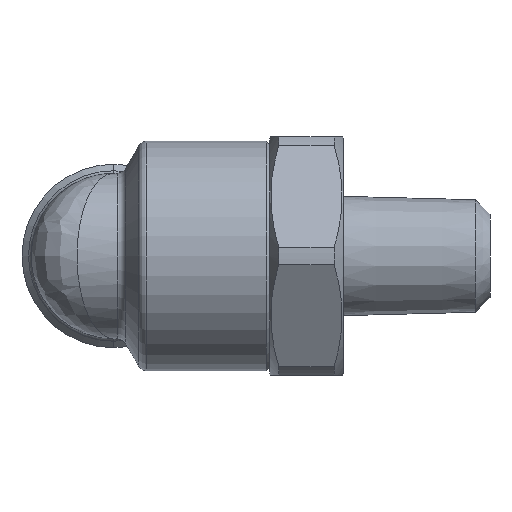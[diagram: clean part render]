
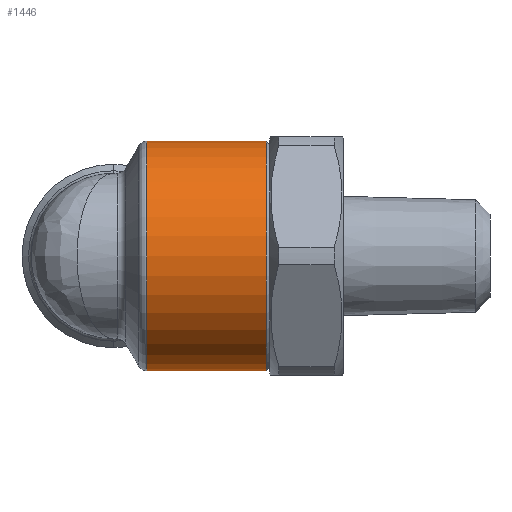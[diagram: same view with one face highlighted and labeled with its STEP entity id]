
A CAD part, left-side view. The second image highlights one B-rep face of the part: STEP entity #1446.
In plain terms, the highlighted cylindrical face has radius 6.25 mm (diameter 12.5 mm), a partial arc.
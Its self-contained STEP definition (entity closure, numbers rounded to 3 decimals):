
#469 = ORIENTED_EDGE ( 'NONE', *, *, #1608, .T. ) ;
#492 = EDGE_CURVE ( 'NONE', #504, #1445, #1367, .T. ) ;
#493 = ORIENTED_EDGE ( 'NONE', *, *, #1596, .T. ) ;
#504 = VERTEX_POINT ( 'NONE', #1414 ) ;
#505 = ORIENTED_EDGE ( 'NONE', *, *, #1571, .F. ) ;
#506 = ORIENTED_EDGE ( 'NONE', *, *, #492, .T. ) ;
#1357 = CARTESIAN_POINT ( 'NONE',  ( 0., -8.3, 0. ) ) ;
#1365 = DIRECTION ( 'NONE',  ( 0., 1., 0. ) ) ;
#1366 = AXIS2_PLACEMENT_3D ( 'NONE', #1357, #1365, #1375 ) ;
#1367 = CIRCLE ( 'NONE', #1366, 6.25 ) ;
#1375 = DIRECTION ( 'NONE',  ( 0., 0., 1. ) ) ;
#1414 = CARTESIAN_POINT ( 'NONE',  ( 0., -8.3, -6.25 ) ) ;
#1445 = VERTEX_POINT ( 'NONE', #2417 ) ;
#1446 = ADVANCED_FACE ( 'NONE', ( #2416 ), #2408, .T. ) ;
#1565 = VERTEX_POINT ( 'NONE', #2638 ) ;
#1571 = EDGE_CURVE ( 'NONE', #504, #1606, #2627, .T. ) ;
#1596 = EDGE_CURVE ( 'NONE', #1445, #1565, #2727, .T. ) ;
#1606 = VERTEX_POINT ( 'NONE', #2711 ) ;
#1608 = EDGE_CURVE ( 'NONE', #1565, #1606, #2725, .T. ) ;
#1907 = EDGE_LOOP ( 'NONE', ( #505, #506, #493, #469 ) ) ;
#2407 = DIRECTION ( 'NONE',  ( 0., 1., 0. ) ) ;
#2408 = CYLINDRICAL_SURFACE ( 'NONE', #2410, 6.25 ) ;
#2409 = CARTESIAN_POINT ( 'NONE',  ( 0., 5.805, 0. ) ) ;
#2410 = AXIS2_PLACEMENT_3D ( 'NONE', #2409, #2407, #2427 ) ;
#2416 = FACE_OUTER_BOUND ( 'NONE', #1907, .T. ) ;
#2417 = CARTESIAN_POINT ( 'NONE',  ( 0., -8.3, 6.25 ) ) ;
#2427 = DIRECTION ( 'NONE',  ( 0., 0., 1. ) ) ;
#2584 = DIRECTION ( 'NONE',  ( 0., 0., -1. ) ) ;
#2625 = DIRECTION ( 'NONE',  ( 0., 1., 0. ) ) ;
#2626 = CARTESIAN_POINT ( 'NONE',  ( 0., 5.805, -6.25 ) ) ;
#2627 = LINE ( 'NONE', #2626, #2672 ) ;
#2638 = CARTESIAN_POINT ( 'NONE',  ( 0., -1.789, 6.25 ) ) ;
#2672 = VECTOR ( 'NONE', #2625, 1000. ) ;
#2704 = CARTESIAN_POINT ( 'NONE',  ( 0., 5.805, 6.25 ) ) ;
#2705 = VECTOR ( 'NONE', #2709, 1000. ) ;
#2709 = DIRECTION ( 'NONE',  ( 0., 1., 0. ) ) ;
#2711 = CARTESIAN_POINT ( 'NONE',  ( 0., -1.789, -6.25 ) ) ;
#2722 = DIRECTION ( 'NONE',  ( 0., -1., 0. ) ) ;
#2723 = CARTESIAN_POINT ( 'NONE',  ( 0., -1.789, 0. ) ) ;
#2724 = AXIS2_PLACEMENT_3D ( 'NONE', #2723, #2722, #2584 ) ;
#2725 = CIRCLE ( 'NONE', #2724, 6.25 ) ;
#2727 = LINE ( 'NONE', #2704, #2705 ) ;
